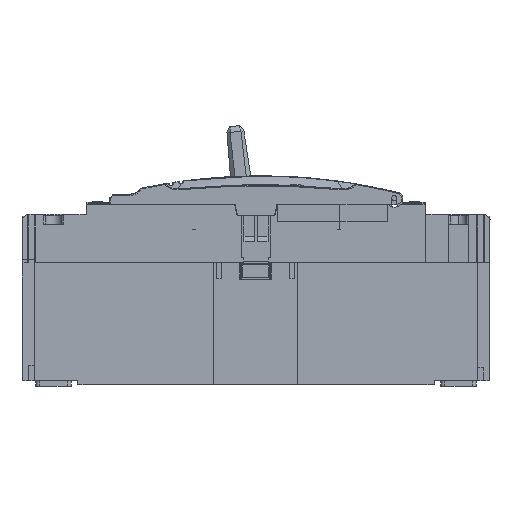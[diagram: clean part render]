
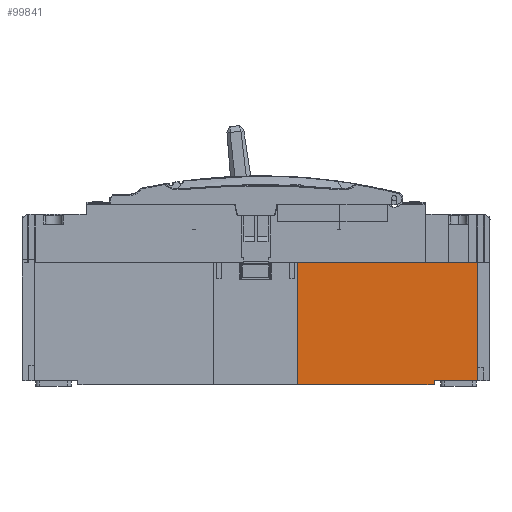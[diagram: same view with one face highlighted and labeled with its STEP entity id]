
A CAD part, left-side view. The second image highlights one B-rep face of the part: STEP entity #99841.
In plain terms, the highlighted planar face has unit normal (-1, 0, 0).
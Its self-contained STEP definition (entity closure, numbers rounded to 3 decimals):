
#9943 = CARTESIAN_POINT ( 'NONE',  ( -157.975, -113.224, 145.32 ) ) ;
#24820 = VERTEX_POINT ( 'NONE', #280279 ) ;
#31635 = EDGE_CURVE ( 'NONE', #163673, #160791, #163764, .T. ) ;
#59811 = PLANE ( 'NONE',  #68966 ) ;
#64481 = CARTESIAN_POINT ( 'NONE',  ( -157.975, -4.924, 216.32 ) ) ;
#68966 = AXIS2_PLACEMENT_3D ( 'NONE', #272948, #196187, #247909 ) ;
#72976 = VECTOR ( 'NONE', #159592, 1000. ) ;
#79372 = VERTEX_POINT ( 'NONE', #291275 ) ;
#79667 = CARTESIAN_POINT ( 'NONE',  ( -157.975, -87.124, 145.32 ) ) ;
#79902 = CARTESIAN_POINT ( 'NONE',  ( -157.975, -87.124, 142.82 ) ) ;
#81141 = EDGE_CURVE ( 'NONE', #79372, #193720, #108632, .T. ) ;
#83530 = EDGE_CURVE ( 'NONE', #24820, #163673, #222690, .T. ) ;
#97100 = VECTOR ( 'NONE', #224804, 1000. ) ;
#99841 = ADVANCED_FACE ( 'NONE', ( #251515 ), #59811, .T. ) ;
#102231 = LINE ( 'NONE', #267188, #97100 ) ;
#105568 = CARTESIAN_POINT ( 'NONE',  ( -157.975, -4.924, 142.82 ) ) ;
#107343 = VERTEX_POINT ( 'NONE', #217803 ) ;
#108632 = LINE ( 'NONE', #182488, #162023 ) ;
#112424 = VECTOR ( 'NONE', #250409, 1000. ) ;
#122322 = VECTOR ( 'NONE', #160646, 1000. ) ;
#124389 = ORIENTED_EDGE ( 'NONE', *, *, #81141, .T. ) ;
#136841 = DIRECTION ( 'NONE',  ( 0., 1., 0. ) ) ;
#138489 = EDGE_CURVE ( 'NONE', #107343, #79372, #223806, .T. ) ;
#138922 = EDGE_CURVE ( 'NONE', #107343, #24820, #102231, .T. ) ;
#159592 = DIRECTION ( 'NONE',  ( 0., 0., 1. ) ) ;
#160646 = DIRECTION ( 'NONE',  ( 0., 1., 0. ) ) ;
#160791 = VERTEX_POINT ( 'NONE', #105568 ) ;
#162023 = VECTOR ( 'NONE', #136841, 1000. ) ;
#163673 = VERTEX_POINT ( 'NONE', #79902 ) ;
#163764 = LINE ( 'NONE', #308235, #122322 ) ;
#164760 = ORIENTED_EDGE ( 'NONE', *, *, #83530, .F. ) ;
#166652 = ORIENTED_EDGE ( 'NONE', *, *, #247253, .F. ) ;
#182488 = CARTESIAN_POINT ( 'NONE',  ( -157.975, -113.224, 216.32 ) ) ;
#183201 = LINE ( 'NONE', #277328, #72976 ) ;
#193023 = ORIENTED_EDGE ( 'NONE', *, *, #138922, .F. ) ;
#193720 = VERTEX_POINT ( 'NONE', #64481 ) ;
#196187 = DIRECTION ( 'NONE',  ( -1., 0., 0. ) ) ;
#197882 = EDGE_LOOP ( 'NONE', ( #124389, #166652, #225879, #164760, #193023, #278844 ) ) ;
#213090 = VECTOR ( 'NONE', #271207, 1000. ) ;
#217803 = CARTESIAN_POINT ( 'NONE',  ( -157.975, -113.224, 145.32 ) ) ;
#222690 = LINE ( 'NONE', #79667, #213090 ) ;
#223806 = LINE ( 'NONE', #9943, #112424 ) ;
#224804 = DIRECTION ( 'NONE',  ( 0., 1., 0. ) ) ;
#225879 = ORIENTED_EDGE ( 'NONE', *, *, #31635, .F. ) ;
#247253 = EDGE_CURVE ( 'NONE', #160791, #193720, #183201, .T. ) ;
#247909 = DIRECTION ( 'NONE',  ( 0., 1., 0. ) ) ;
#250409 = DIRECTION ( 'NONE',  ( 0., 0., 1. ) ) ;
#251515 = FACE_OUTER_BOUND ( 'NONE', #197882, .T. ) ;
#267188 = CARTESIAN_POINT ( 'NONE',  ( -157.975, -113.224, 145.32 ) ) ;
#271207 = DIRECTION ( 'NONE',  ( 0., 0., -1. ) ) ;
#272948 = CARTESIAN_POINT ( 'NONE',  ( -157.975, -4.924, 216.32 ) ) ;
#277328 = CARTESIAN_POINT ( 'NONE',  ( -157.975, -4.924, 142.82 ) ) ;
#278844 = ORIENTED_EDGE ( 'NONE', *, *, #138489, .T. ) ;
#280279 = CARTESIAN_POINT ( 'NONE',  ( -157.975, -87.124, 145.32 ) ) ;
#291275 = CARTESIAN_POINT ( 'NONE',  ( -157.975, -113.224, 216.32 ) ) ;
#308235 = CARTESIAN_POINT ( 'NONE',  ( -157.975, -87.124, 142.82 ) ) ;
